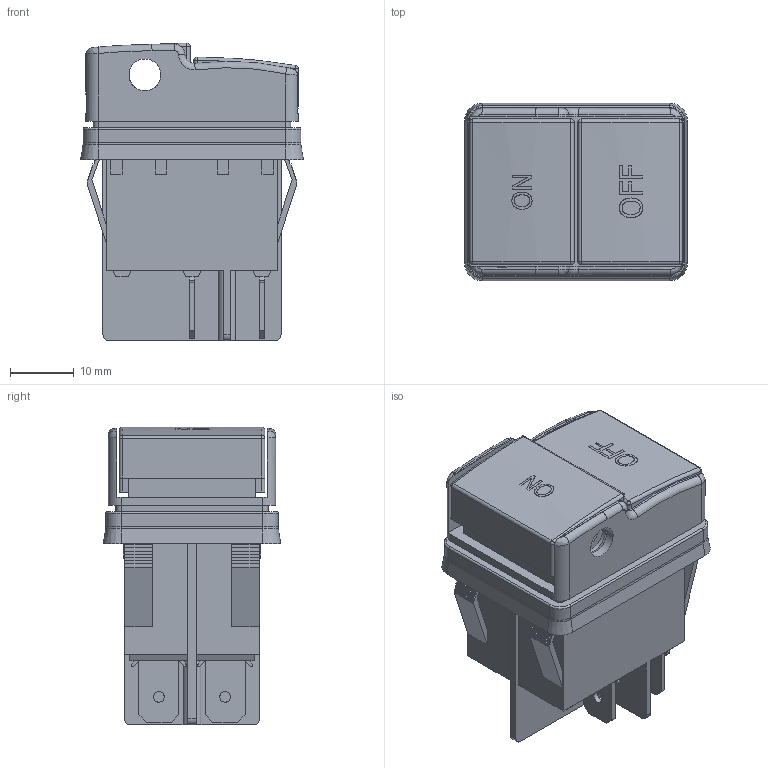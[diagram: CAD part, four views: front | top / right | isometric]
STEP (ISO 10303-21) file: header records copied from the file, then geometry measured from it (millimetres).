
FILE_DESCRIPTION(/* description */ (''),/* implementation_level */ '2;1');
FILE_NAME(/* name */ 'PB2L42Dxxx3.stp',/* time_stamp */ '2026-01-06T08:08:39-06:00',/* author */ ('mroman'),/* organization */ (''),/* preprocessor_version */ 'ST-DEVELOPER v18.1',/* originating_system */ 'Autodesk Inventor 2022',/* authorisation */ '');
FILE_SCHEMA (('AUTOMOTIVE_DESIGN { 1 0 10303 214 3 1 1 }'));
Length unit declared in the file: inch
Products named in the file (1): PB2L42Dxxx3
Bounding box: 35 x 27.9 x 46.8 mm (x, y, z)
Volume: 23574.2 mm3; surface area: 12925.8 mm2
Topology: 1 solids, 1 shells, 629 faces, 1714 edges, 1106 vertices
Faces by surface type: plane 403, bspline 99, cylinder 93, torus 18, cone 8, sphere 8
Full cylindrical faces by diameter (mm): 1.7 x4, 5 x4
Entity records: 27034 total; most frequent: CARTESIAN_POINT 11664, ORIENTED_EDGE 3420, DIRECTION 2758, EDGE_CURVE 1710, LINE 1232, VECTOR 1232, VERTEX_POINT 1106, AXIS2_PLACEMENT_3D 763
